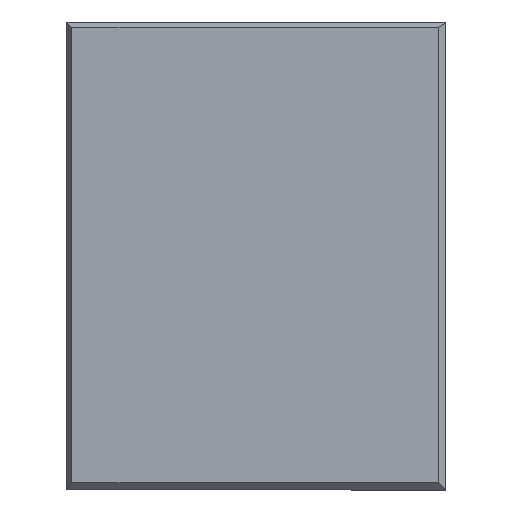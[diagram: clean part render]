
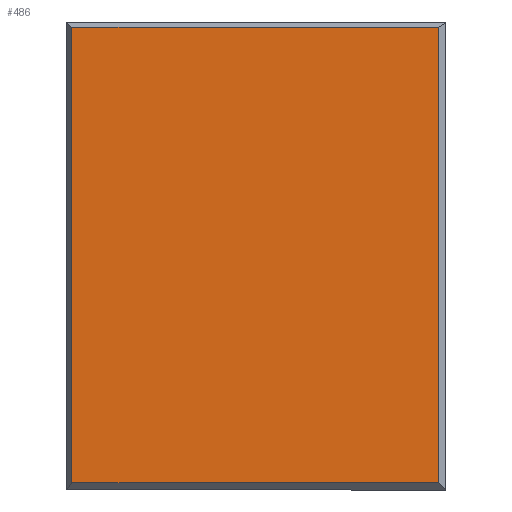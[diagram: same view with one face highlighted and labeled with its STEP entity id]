
A CAD part, left-side view. The second image highlights one B-rep face of the part: STEP entity #486.
In plain terms, the highlighted planar face has unit normal (-1, 0, 0).
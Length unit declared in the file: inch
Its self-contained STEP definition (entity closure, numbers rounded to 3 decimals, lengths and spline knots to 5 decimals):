
#21 = EDGE_LOOP ( 'NONE', ( #1859, #1793, #428, #923 ) ) ;
#109 = LINE ( 'NONE', #623, #761 ) ;
#302 = LINE ( 'NONE', #1975, #360 ) ;
#308 = EDGE_CURVE ( 'NONE', #718, #1320, #2345, .T. ) ;
#331 = PLANE ( 'NONE',  #1341 ) ;
#360 = VECTOR ( 'NONE', #502, 39.37008 ) ;
#409 = EDGE_CURVE ( 'NONE', #1320, #664, #956, .T. ) ;
#413 = CARTESIAN_POINT ( 'NONE',  ( -0.56644, 0.97867, 3.25437 ) ) ;
#428 = ORIENTED_EDGE ( 'NONE', *, *, #1803, .T. ) ;
#486 = ADVANCED_FACE ( 'NONE', ( #1687 ), #331, .T. ) ;
#502 = DIRECTION ( 'NONE',  ( 0., -1., 0. ) ) ;
#623 = CARTESIAN_POINT ( 'NONE',  ( -0.56644, 0.97867, 2.49317 ) ) ;
#664 = VERTEX_POINT ( 'NONE', #2271 ) ;
#718 = VERTEX_POINT ( 'NONE', #413 ) ;
#761 = VECTOR ( 'NONE', #1544, 39.37008 ) ;
#885 = DIRECTION ( 'NONE',  ( 0., 0., -1. ) ) ;
#923 = ORIENTED_EDGE ( 'NONE', *, *, #2244, .F. ) ;
#956 = LINE ( 'NONE', #2011, #1241 ) ;
#1068 = VECTOR ( 'NONE', #1962, 39.37008 ) ;
#1241 = VECTOR ( 'NONE', #885, 39.37008 ) ;
#1320 = VERTEX_POINT ( 'NONE', #1875 ) ;
#1341 = AXIS2_PLACEMENT_3D ( 'NONE', #1790, #1617, #2356 ) ;
#1429 = VERTEX_POINT ( 'NONE', #2053 ) ;
#1544 = DIRECTION ( 'NONE',  ( 0., 0., -1. ) ) ;
#1580 = CARTESIAN_POINT ( 'NONE',  ( -0.56644, 1.58667, 3.25437 ) ) ;
#1617 = DIRECTION ( 'NONE',  ( -1., 0., 0. ) ) ;
#1687 = FACE_OUTER_BOUND ( 'NONE', #21, .T. ) ;
#1790 = CARTESIAN_POINT ( 'NONE',  ( -0.56644, 1.58667, 2.49317 ) ) ;
#1793 = ORIENTED_EDGE ( 'NONE', *, *, #409, .T. ) ;
#1803 = EDGE_CURVE ( 'NONE', #664, #1429, #302, .T. ) ;
#1859 = ORIENTED_EDGE ( 'NONE', *, *, #308, .T. ) ;
#1875 = CARTESIAN_POINT ( 'NONE',  ( -0.56644, 2.19929, 3.25437 ) ) ;
#1962 = DIRECTION ( 'NONE',  ( 0., 1., 0. ) ) ;
#1975 = CARTESIAN_POINT ( 'NONE',  ( -0.56644, 1.58667, 1.73717 ) ) ;
#2011 = CARTESIAN_POINT ( 'NONE',  ( -0.56644, 2.19929, 2.49317 ) ) ;
#2053 = CARTESIAN_POINT ( 'NONE',  ( -0.56644, 0.97867, 1.73717 ) ) ;
#2244 = EDGE_CURVE ( 'NONE', #718, #1429, #109, .T. ) ;
#2271 = CARTESIAN_POINT ( 'NONE',  ( -0.56644, 2.19929, 1.73717 ) ) ;
#2345 = LINE ( 'NONE', #1580, #1068 ) ;
#2356 = DIRECTION ( 'NONE',  ( 0., 0., 1. ) ) ;
